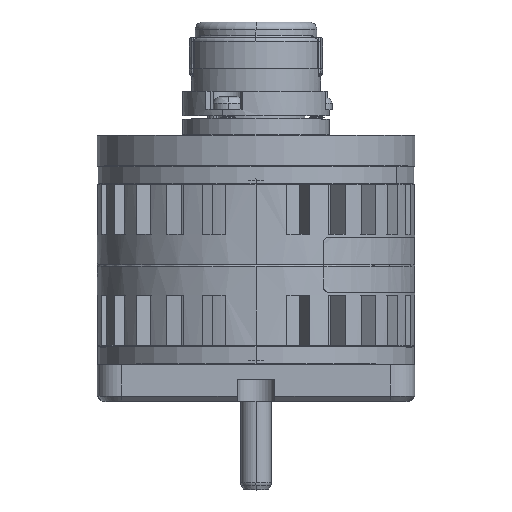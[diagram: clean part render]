
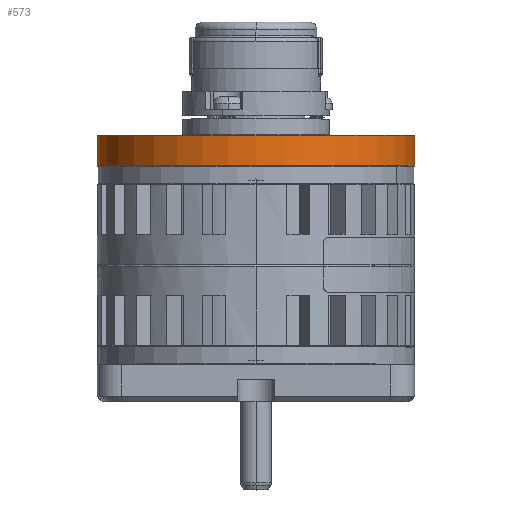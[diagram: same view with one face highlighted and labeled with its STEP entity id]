
A CAD part, top view. The second image highlights one B-rep face of the part: STEP entity #573.
In plain terms, the highlighted cylindrical face has radius 26 mm (diameter 52 mm), a partial arc.
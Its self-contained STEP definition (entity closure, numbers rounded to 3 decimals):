
#7=CARTESIAN_POINT('',(0.,0.,0.));
#8=DIRECTION('',(0.,1.,0.));
#9=DIRECTION('',(-1.,0.,0.));
#10=AXIS2_PLACEMENT_3D('',#7,#8,#9);
#52=DIRECTION('',(0.,1.,0.));
#53=VECTOR('',#52,5.);
#54=CARTESIAN_POINT('',(26.,0.,0.));
#55=LINE('',#54,#53);
#56=DIRECTION('',(0.,1.,0.));
#57=VECTOR('',#56,5.);
#58=CARTESIAN_POINT('',(-26.,0.,0.));
#59=LINE('',#58,#57);
#65=CARTESIAN_POINT('',(0.,5.,0.));
#66=DIRECTION('',(0.,1.,0.));
#67=DIRECTION('',(-1.,0.,0.));
#68=AXIS2_PLACEMENT_3D('',#65,#66,#67);
#402=CARTESIAN_POINT('',(26.,0.,0.));
#403=CARTESIAN_POINT('',(-26.,0.,0.));
#404=VERTEX_POINT('',#402);
#405=VERTEX_POINT('',#403);
#406=CARTESIAN_POINT('',(26.,5.,0.));
#407=CARTESIAN_POINT('',(-26.,5.,0.));
#408=VERTEX_POINT('',#406);
#409=VERTEX_POINT('',#407);
#561=CARTESIAN_POINT('',(0.,0.,0.));
#562=DIRECTION('',(0.,1.,0.));
#563=DIRECTION('',(1.,0.,0.));
#564=AXIS2_PLACEMENT_3D('',#561,#562,#563);
#565=CYLINDRICAL_SURFACE('',#564,26.);
#566=ORIENTED_EDGE('',*,*,#517,.F.);
#567=ORIENTED_EDGE('',*,*,#556,.T.);
#569=ORIENTED_EDGE('',*,*,#568,.T.);
#570=ORIENTED_EDGE('',*,*,#552,.F.);
#571=EDGE_LOOP('',(#566,#567,#569,#570));
#572=FACE_OUTER_BOUND('',#571,.F.);
#573=ADVANCED_FACE('',(#572),#565,.T.);
#11=CIRCLE('',#10,26.);
#69=CIRCLE('',#68,26.);
#517=EDGE_CURVE('',#405,#404,#11,.T.);
#552=EDGE_CURVE('',#404,#408,#55,.T.);
#556=EDGE_CURVE('',#405,#409,#59,.T.);
#568=EDGE_CURVE('',#409,#408,#69,.T.);
